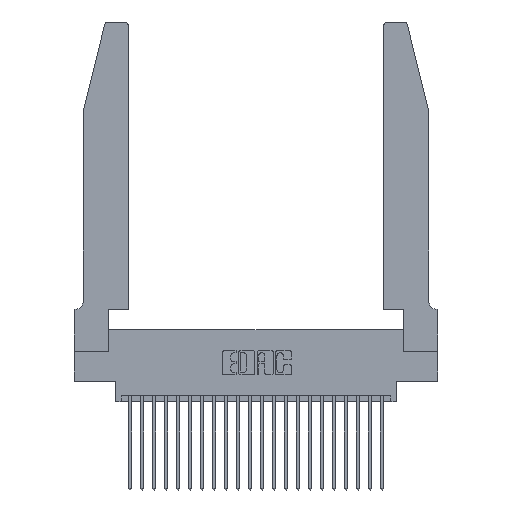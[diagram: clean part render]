
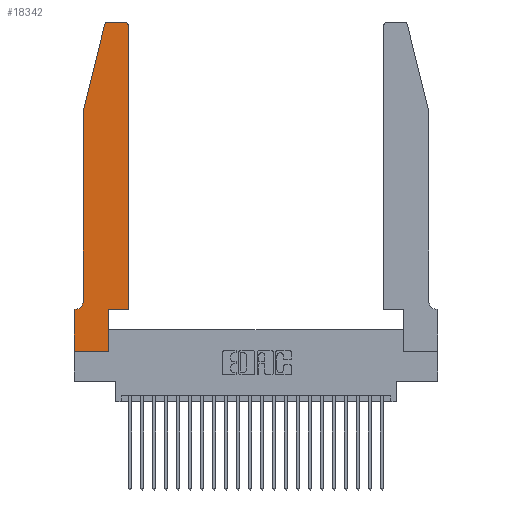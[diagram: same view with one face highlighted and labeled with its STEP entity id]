
A CAD part, top view. The second image highlights one B-rep face of the part: STEP entity #18342.
In plain terms, the highlighted planar face has unit normal (0, 0, 1).
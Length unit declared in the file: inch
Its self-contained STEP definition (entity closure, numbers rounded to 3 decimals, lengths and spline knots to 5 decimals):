
#5 = CIRCLE ( 'NONE', #22808, 0.03 ) ;
#155 = VECTOR ( 'NONE', #4026, 39.37008 ) ;
#258 = AXIS2_PLACEMENT_3D ( 'NONE', #7153, #7068, #13312 ) ;
#578 = EDGE_CURVE ( 'NONE', #10828, #20109, #19703, .T. ) ;
#657 = ORIENTED_EDGE ( 'NONE', *, *, #21246, .T. ) ;
#706 = VECTOR ( 'NONE', #8713, 39.37008 ) ;
#735 = ORIENTED_EDGE ( 'NONE', *, *, #20283, .T. ) ;
#800 = ORIENTED_EDGE ( 'NONE', *, *, #4127, .T. ) ;
#1236 = AXIS2_PLACEMENT_3D ( 'NONE', #19351, #21183, #9867 ) ;
#1327 = LINE ( 'NONE', #6742, #706 ) ;
#1689 = CARTESIAN_POINT ( 'NONE',  ( 0.0755, 0.42, 0.37 ) ) ;
#2047 = VECTOR ( 'NONE', #20195, 39.37008 ) ;
#3055 = EDGE_CURVE ( 'NONE', #6563, #5571, #10720, .T. ) ;
#3128 = CARTESIAN_POINT ( 'NONE',  ( 0.284, 2.72, 0.37 ) ) ;
#3241 = VECTOR ( 'NONE', #20911, 39.37008 ) ;
#3403 = CARTESIAN_POINT ( 'NONE',  ( 0., 0.35, 0.37 ) ) ;
#3530 = CIRCLE ( 'NONE', #17978, 0.03 ) ;
#3689 = LINE ( 'NONE', #21389, #22869 ) ;
#3737 = CARTESIAN_POINT ( 'NONE',  ( 0.4505, 0.35, 0.37 ) ) ;
#3867 = LINE ( 'NONE', #5597, #3241 ) ;
#4026 = DIRECTION ( 'NONE',  ( -1., 0., 0. ) ) ;
#4127 = EDGE_CURVE ( 'NONE', #20656, #6563, #3530, .T. ) ;
#4172 = CARTESIAN_POINT ( 'NONE',  ( 0.2865, 0.35, 0.37 ) ) ;
#4218 = CARTESIAN_POINT ( 'NONE',  ( 0.0755, 2., 0.37 ) ) ;
#5101 = CARTESIAN_POINT ( 'NONE',  ( 0.4505, 2.72, 0.37 ) ) ;
#5115 = DIRECTION ( 'NONE',  ( 1., 0., 0. ) ) ;
#5432 = VERTEX_POINT ( 'NONE', #12141 ) ;
#5571 = VERTEX_POINT ( 'NONE', #6769 ) ;
#5597 = CARTESIAN_POINT ( 'NONE',  ( 0.4505, 0.35, 0.37 ) ) ;
#5890 = PLANE ( 'NONE',  #1236 ) ;
#6104 = ORIENTED_EDGE ( 'NONE', *, *, #21030, .T. ) ;
#6563 = VERTEX_POINT ( 'NONE', #7452 ) ;
#6616 = ORIENTED_EDGE ( 'NONE', *, *, #18047, .T. ) ;
#6742 = CARTESIAN_POINT ( 'NONE',  ( 0., 0., 0.37 ) ) ;
#6769 = CARTESIAN_POINT ( 'NONE',  ( 0.284, 2.75, 0.37 ) ) ;
#7068 = DIRECTION ( 'NONE',  ( 0., 0., -1. ) ) ;
#7153 = CARTESIAN_POINT ( 'NONE',  ( 0.0055, 0.42, 0.37 ) ) ;
#7452 = CARTESIAN_POINT ( 'NONE',  ( 0.4205, 2.75, 0.37 ) ) ;
#8516 = EDGE_CURVE ( 'NONE', #11311, #13348, #17587, .T. ) ;
#8713 = DIRECTION ( 'NONE',  ( 0., -1., 0. ) ) ;
#9326 = CARTESIAN_POINT ( 'NONE',  ( 0.4205, 2.72, 0.37 ) ) ;
#9609 = VECTOR ( 'NONE', #23996, 39.37008 ) ;
#9867 = DIRECTION ( 'NONE',  ( 1., 0., 0. ) ) ;
#10628 = LINE ( 'NONE', #17877, #15083 ) ;
#10720 = LINE ( 'NONE', #19470, #155 ) ;
#10828 = VERTEX_POINT ( 'NONE', #1689 ) ;
#11034 = ORIENTED_EDGE ( 'NONE', *, *, #578, .T. ) ;
#11311 = VERTEX_POINT ( 'NONE', #20404 ) ;
#11342 = DIRECTION ( 'NONE',  ( 1., 0., 0. ) ) ;
#11450 = VERTEX_POINT ( 'NONE', #3403 ) ;
#11983 = DIRECTION ( 'NONE',  ( 1., 0., 0. ) ) ;
#12141 = CARTESIAN_POINT ( 'NONE',  ( 0., 0., 0.37 ) ) ;
#12441 = CARTESIAN_POINT ( 'NONE',  ( 0.4505, 0.35, 0.37 ) ) ;
#12711 = EDGE_CURVE ( 'NONE', #5432, #11311, #3689, .T. ) ;
#12726 = ORIENTED_EDGE ( 'NONE', *, *, #3055, .T. ) ;
#12799 = ORIENTED_EDGE ( 'NONE', *, *, #16940, .T. ) ;
#13312 = DIRECTION ( 'NONE',  ( -1., 0., 0. ) ) ;
#13339 = LINE ( 'NONE', #3737, #23250 ) ;
#13348 = VERTEX_POINT ( 'NONE', #4172 ) ;
#13370 = ORIENTED_EDGE ( 'NONE', *, *, #12711, .T. ) ;
#13740 = ORIENTED_EDGE ( 'NONE', *, *, #8516, .T. ) ;
#14145 = CARTESIAN_POINT ( 'NONE',  ( 0.25487, 2.72718, 0.37 ) ) ;
#15083 = VECTOR ( 'NONE', #19725, 39.37008 ) ;
#15421 = EDGE_CURVE ( 'NONE', #21112, #20656, #3867, .T. ) ;
#15604 = VERTEX_POINT ( 'NONE', #4218 ) ;
#15863 = ORIENTED_EDGE ( 'NONE', *, *, #15421, .T. ) ;
#16582 = CARTESIAN_POINT ( 'NONE',  ( 0.2865, 0.35, 0.37 ) ) ;
#16775 = DIRECTION ( 'NONE',  ( 0., 0., 1. ) ) ;
#16940 = EDGE_CURVE ( 'NONE', #15604, #10828, #19804, .T. ) ;
#17114 = EDGE_CURVE ( 'NONE', #11450, #5432, #1327, .T. ) ;
#17587 = LINE ( 'NONE', #16582, #2047 ) ;
#17877 = CARTESIAN_POINT ( 'NONE',  ( 0.0755, 0.35, 0.37 ) ) ;
#17978 = AXIS2_PLACEMENT_3D ( 'NONE', #9326, #22547, #11342 ) ;
#18047 = EDGE_CURVE ( 'NONE', #5571, #19955, #5, .T. ) ;
#18286 = CARTESIAN_POINT ( 'NONE',  ( 0.0055, 0.35, 0.37 ) ) ;
#18342 = ADVANCED_FACE ( 'NONE', ( #18580 ), #5890, .T. ) ;
#18580 = FACE_OUTER_BOUND ( 'NONE', #22000, .T. ) ;
#19351 = CARTESIAN_POINT ( 'NONE',  ( 0., 0.35, 0.37 ) ) ;
#19470 = CARTESIAN_POINT ( 'NONE',  ( 0.2605, 2.75, 0.37 ) ) ;
#19672 = ORIENTED_EDGE ( 'NONE', *, *, #17114, .T. ) ;
#19703 = CIRCLE ( 'NONE', #258, 0.07 ) ;
#19720 = LINE ( 'NONE', #20264, #9609 ) ;
#19725 = DIRECTION ( 'NONE',  ( -1., 0., 0. ) ) ;
#19732 = CARTESIAN_POINT ( 'NONE',  ( 0.0755, 2., 0.37 ) ) ;
#19804 = LINE ( 'NONE', #19732, #24702 ) ;
#19955 = VERTEX_POINT ( 'NONE', #14145 ) ;
#20109 = VERTEX_POINT ( 'NONE', #18286 ) ;
#20195 = DIRECTION ( 'NONE',  ( 0., 1., 0. ) ) ;
#20264 = CARTESIAN_POINT ( 'NONE',  ( 0.0755, 2., 0.37 ) ) ;
#20283 = EDGE_CURVE ( 'NONE', #13348, #21112, #13339, .T. ) ;
#20404 = CARTESIAN_POINT ( 'NONE',  ( 0.2865, 0., 0.37 ) ) ;
#20656 = VERTEX_POINT ( 'NONE', #5101 ) ;
#20911 = DIRECTION ( 'NONE',  ( 0., 1., 0. ) ) ;
#21030 = EDGE_CURVE ( 'NONE', #20109, #11450, #10628, .T. ) ;
#21112 = VERTEX_POINT ( 'NONE', #12441 ) ;
#21183 = DIRECTION ( 'NONE',  ( 0., 0., 1. ) ) ;
#21246 = EDGE_CURVE ( 'NONE', #19955, #15604, #19720, .T. ) ;
#21389 = CARTESIAN_POINT ( 'NONE',  ( 0., 0., 0.37 ) ) ;
#21596 = DIRECTION ( 'NONE',  ( 0., -1., 0. ) ) ;
#22000 = EDGE_LOOP ( 'NONE', ( #12726, #6616, #657, #12799, #11034, #6104, #19672, #13370, #13740, #735, #15863, #800 ) ) ;
#22547 = DIRECTION ( 'NONE',  ( 0., 0., 1. ) ) ;
#22808 = AXIS2_PLACEMENT_3D ( 'NONE', #3128, #16775, #5115 ) ;
#22869 = VECTOR ( 'NONE', #23186, 39.37008 ) ;
#23186 = DIRECTION ( 'NONE',  ( 1., 0., 0. ) ) ;
#23250 = VECTOR ( 'NONE', #11983, 39.37008 ) ;
#23996 = DIRECTION ( 'NONE',  ( -0.239, -0.971, 0. ) ) ;
#24702 = VECTOR ( 'NONE', #21596, 39.37008 ) ;
